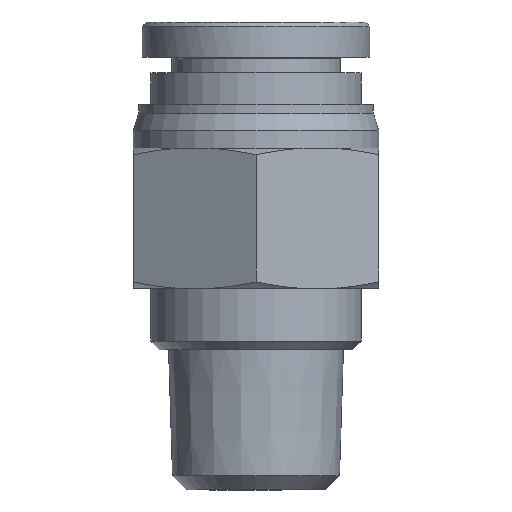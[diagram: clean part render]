
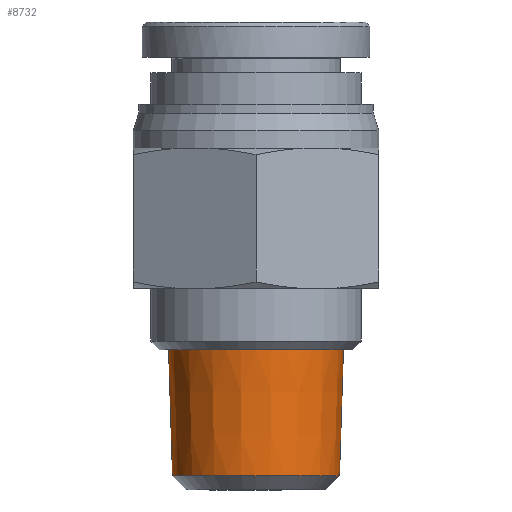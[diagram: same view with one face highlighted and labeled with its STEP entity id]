
A CAD part, left-side view. The second image highlights one B-rep face of the part: STEP entity #8732.
In plain terms, the highlighted conical face has half-angle 1.79 degrees and reference radius 4.865 mm.
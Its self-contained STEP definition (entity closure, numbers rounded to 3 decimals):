
#8601=CARTESIAN_POINT('',(-4.99,8.0,0.0));
#8602=VERTEX_POINT('',#8601);
#8603=CARTESIAN_POINT('',(0.,8.,0.0));
#8604=DIRECTION('',(0.0,1.0,0.0));
#8605=DIRECTION('',(-1.0,0.0,0.0));
#8606=AXIS2_PLACEMENT_3D('',#8603,#8604,#8605);
#8607=CIRCLE('',#8606,4.99);
#8608=EDGE_CURVE('',#8602,#8602,#8607,.T.);
#8709=CARTESIAN_POINT('',(-4.765,0.8,0.));
#8710=VERTEX_POINT('',#8709);
#8711=CARTESIAN_POINT('',(0.,0.8,0.));
#8712=DIRECTION('',(0.0,-1.0,0.0));
#8713=DIRECTION('',(1.0,0.0,0.0));
#8714=AXIS2_PLACEMENT_3D('',#8711,#8712,#8713);
#8715=CIRCLE('',#8714,4.765);
#8716=EDGE_CURVE('',#8710,#8710,#8715,.T.);
#8721=CARTESIAN_POINT('',(0.,4.,0.0));
#8722=DIRECTION('',(0.,1.0,0.0));
#8723=DIRECTION('',(-1.0,0.0,0.0));
#8724=AXIS2_PLACEMENT_3D('',#8721,#8722,#8723);
#8725=CONICAL_SURFACE('',#8724,4.865,1.79);
#8726=ORIENTED_EDGE('',*,*,#8608,.F.);
#8727=EDGE_LOOP('',(#8726));
#8728=FACE_OUTER_BOUND('',#8727,.T.);
#8729=ORIENTED_EDGE('',*,*,#8716,.F.);
#8730=EDGE_LOOP('',(#8729));
#8731=FACE_BOUND('',#8730,.T.);
#8732=ADVANCED_FACE('',(#8728,#8731),#8725,.T.);
